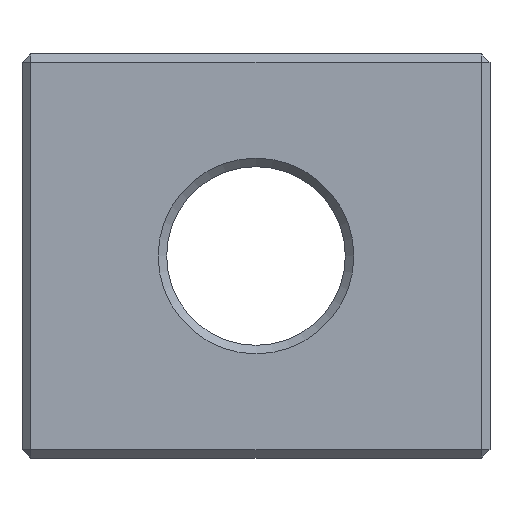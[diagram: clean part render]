
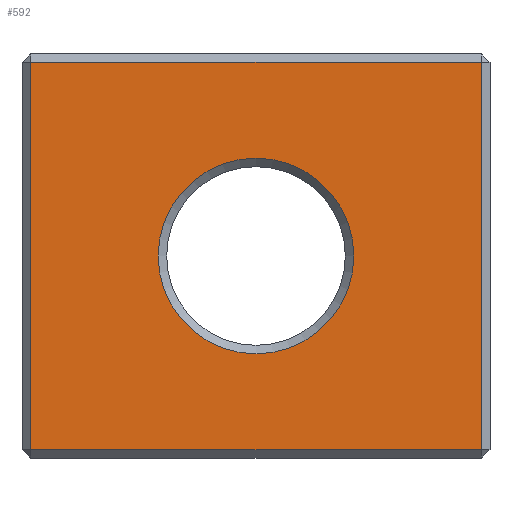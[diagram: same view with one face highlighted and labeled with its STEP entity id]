
A CAD part, front view. The second image highlights one B-rep face of the part: STEP entity #592.
In plain terms, the highlighted planar face has unit normal (0, -1, 0).
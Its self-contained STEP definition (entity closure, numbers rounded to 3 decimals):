
#18=FACE_BOUND('',#104,.T.);
#23=PLANE('',#651);
#62=FACE_OUTER_BOUND('',#103,.T.);
#103=EDGE_LOOP('',(#441,#442,#443,#444));
#104=EDGE_LOOP('',(#445));
#150=LINE('',#886,#225);
#151=LINE('',#888,#226);
#152=LINE('',#890,#227);
#153=LINE('',#891,#228);
#225=VECTOR('',#717,10.);
#226=VECTOR('',#718,10.);
#227=VECTOR('',#719,10.);
#228=VECTOR('',#720,10.);
#297=CIRCLE('',#650,4.6);
#307=VERTEX_POINT('',#880);
#308=VERTEX_POINT('',#884);
#309=VERTEX_POINT('',#885);
#310=VERTEX_POINT('',#887);
#311=VERTEX_POINT('',#889);
#354=EDGE_CURVE('',#307,#307,#297,.T.);
#355=EDGE_CURVE('',#308,#309,#150,.T.);
#356=EDGE_CURVE('',#310,#308,#151,.T.);
#357=EDGE_CURVE('',#311,#310,#152,.T.);
#358=EDGE_CURVE('',#309,#311,#153,.T.);
#441=ORIENTED_EDGE('',*,*,#355,.F.);
#442=ORIENTED_EDGE('',*,*,#356,.F.);
#443=ORIENTED_EDGE('',*,*,#357,.F.);
#444=ORIENTED_EDGE('',*,*,#358,.F.);
#445=ORIENTED_EDGE('',*,*,#354,.F.);
#592=ADVANCED_FACE('',(#62,#18),#23,.F.);
#650=AXIS2_PLACEMENT_3D('',#882,#713,#714);
#651=AXIS2_PLACEMENT_3D('',#883,#715,#716);
#713=DIRECTION('center_axis',(0.,-1.,0.));
#714=DIRECTION('ref_axis',(1.,0.,0.));
#715=DIRECTION('center_axis',(0.,1.,0.));
#716=DIRECTION('ref_axis',(1.,0.,0.));
#717=DIRECTION('',(1.,0.,0.));
#718=DIRECTION('',(0.,0.,1.));
#719=DIRECTION('',(-1.,0.,0.));
#720=DIRECTION('',(0.,0.,-1.));
#880=CARTESIAN_POINT('',(6.4,0.,9.5));
#882=CARTESIAN_POINT('Origin',(11.,0.,9.5));
#883=CARTESIAN_POINT('Origin',(11.,0.,9.5));
#884=CARTESIAN_POINT('',(0.4,0.,18.6));
#885=CARTESIAN_POINT('',(21.6,0.,18.6));
#886=CARTESIAN_POINT('',(5.5,0.,18.6));
#887=CARTESIAN_POINT('',(0.4,0.,0.4));
#888=CARTESIAN_POINT('',(0.4,0.,4.75));
#889=CARTESIAN_POINT('',(21.6,0.,0.4));
#890=CARTESIAN_POINT('',(16.5,0.,0.4));
#891=CARTESIAN_POINT('',(21.6,0.,14.25));
